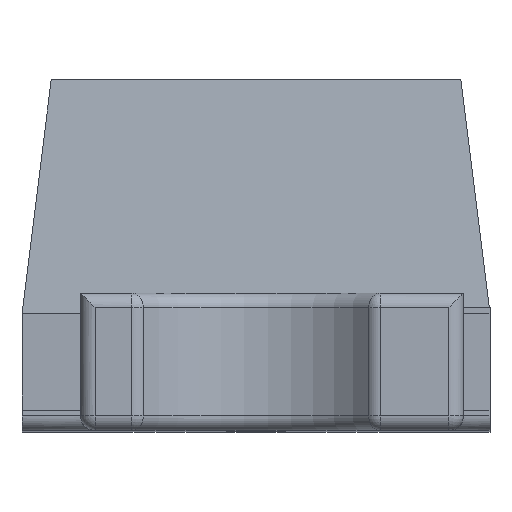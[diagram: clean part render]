
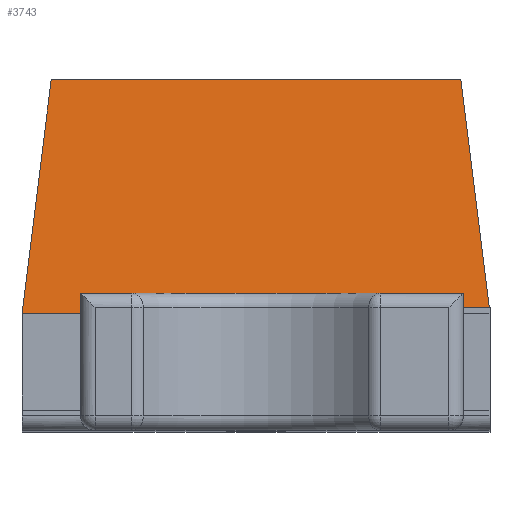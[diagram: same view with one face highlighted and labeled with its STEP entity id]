
A CAD part, top view. The second image highlights one B-rep face of the part: STEP entity #3743.
In plain terms, the highlighted planar face has unit normal (0, 0.124, 0.992).
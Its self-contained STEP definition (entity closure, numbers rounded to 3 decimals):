
#542=FACE_OUTER_BOUND('',#766,.T.);
#766=EDGE_LOOP('',(#3293,#3294,#3295,#3296,#3297,#3298,#3299,#3300));
#1011=LINE('',#6290,#1347);
#1015=LINE('',#6298,#1351);
#1039=LINE('',#6471,#1375);
#1065=LINE('',#6868,#1401);
#1087=LINE('',#6927,#1423);
#1088=LINE('',#6929,#1424);
#1089=LINE('',#6931,#1425);
#1090=LINE('',#6932,#1426);
#1347=VECTOR('',#4931,10.);
#1351=VECTOR('',#4937,10.);
#1375=VECTOR('',#5005,10.);
#1401=VECTOR('',#5145,10.);
#1423=VECTOR('',#5213,10.);
#1424=VECTOR('',#5214,10.);
#1425=VECTOR('',#5215,10.);
#1426=VECTOR('',#5216,10.);
#1680=VERTEX_POINT('',#6288);
#1681=VERTEX_POINT('',#6289);
#1684=VERTEX_POINT('',#6297);
#1709=VERTEX_POINT('',#6470);
#1761=VERTEX_POINT('',#6867);
#1775=VERTEX_POINT('',#6926);
#1776=VERTEX_POINT('',#6928);
#1777=VERTEX_POINT('',#6930);
#2153=EDGE_CURVE('',#1680,#1681,#1011,.T.);
#2157=EDGE_CURVE('',#1681,#1684,#1015,.T.);
#2194=EDGE_CURVE('',#1709,#1680,#1039,.T.);
#2265=EDGE_CURVE('',#1761,#1709,#1065,.T.);
#2294=EDGE_CURVE('',#1684,#1775,#1087,.T.);
#2295=EDGE_CURVE('',#1776,#1775,#1088,.T.);
#2296=EDGE_CURVE('',#1777,#1776,#1089,.T.);
#2297=EDGE_CURVE('',#1777,#1761,#1090,.T.);
#3293=ORIENTED_EDGE('',*,*,#2265,.T.);
#3294=ORIENTED_EDGE('',*,*,#2194,.T.);
#3295=ORIENTED_EDGE('',*,*,#2153,.T.);
#3296=ORIENTED_EDGE('',*,*,#2157,.T.);
#3297=ORIENTED_EDGE('',*,*,#2294,.T.);
#3298=ORIENTED_EDGE('',*,*,#2295,.F.);
#3299=ORIENTED_EDGE('',*,*,#2296,.F.);
#3300=ORIENTED_EDGE('',*,*,#2297,.T.);
#3537=PLANE('',#4157);
#3743=ADVANCED_FACE('',(#542),#3537,.T.);
#4157=AXIS2_PLACEMENT_3D('',#6925,#5211,#5212);
#4931=DIRECTION('',(0.,-0.992,0.124));
#4937=DIRECTION('',(1.,0.,0.));
#5005=DIRECTION('',(1.,0.,0.));
#5145=DIRECTION('',(0.,0.992,-0.124));
#5211=DIRECTION('center_axis',(0.,0.124,0.992));
#5212=DIRECTION('ref_axis',(1.,0.,0.));
#5213=DIRECTION('',(-0.123,0.985,-0.123));
#5214=DIRECTION('',(1.,0.,0.));
#5215=DIRECTION('',(0.123,0.985,-0.123));
#5216=DIRECTION('',(1.,0.,0.));
#6288=CARTESIAN_POINT('',(-0.2,0.235,0.496));
#6289=CARTESIAN_POINT('',(-0.2,0.21,0.499));
#6290=CARTESIAN_POINT('',(-0.2,0.194,0.501));
#6297=CARTESIAN_POINT('',(0.399,0.21,0.499));
#6298=CARTESIAN_POINT('',(-0.15,0.21,0.499));
#6470=CARTESIAN_POINT('',(-0.3,0.235,0.496));
#6471=CARTESIAN_POINT('',(-0.186,0.235,0.496));
#6867=CARTESIAN_POINT('',(-0.3,0.2,0.5));
#6868=CARTESIAN_POINT('',(-0.3,0.222,0.497));
#6925=CARTESIAN_POINT('Origin',(-0.4,0.2,0.5));
#6926=CARTESIAN_POINT('',(0.35,0.6,0.45));
#6927=CARTESIAN_POINT('',(0.4,0.2,0.5));
#6928=CARTESIAN_POINT('',(-0.35,0.6,0.45));
#6929=CARTESIAN_POINT('',(-0.35,0.6,0.45));
#6930=CARTESIAN_POINT('',(-0.4,0.2,0.5));
#6931=CARTESIAN_POINT('',(-0.4,0.2,0.5));
#6932=CARTESIAN_POINT('',(-0.4,0.2,0.5));
